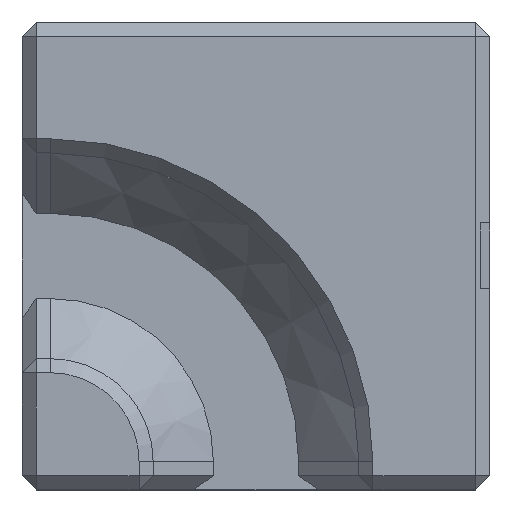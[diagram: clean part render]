
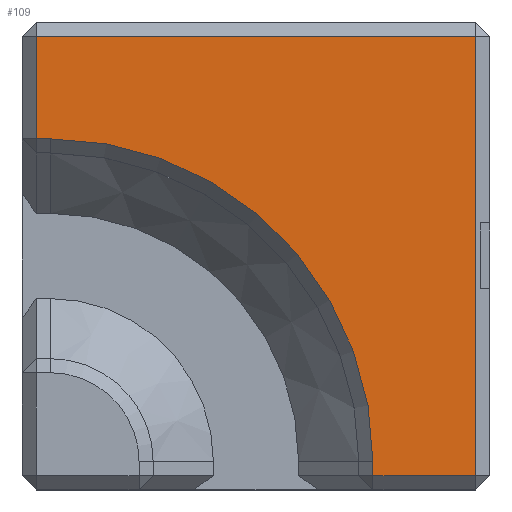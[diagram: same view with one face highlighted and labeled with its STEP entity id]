
A CAD part, top view. The second image highlights one B-rep face of the part: STEP entity #109.
In plain terms, the highlighted planar face has unit normal (0, 0, 1).
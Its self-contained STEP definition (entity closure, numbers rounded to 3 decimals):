
#12 = CARTESIAN_POINT ( 'NONE',  ( 3., 37.5, 25. ) ) ;
#13 = CARTESIAN_POINT ( 'NONE',  ( 1.5, 37.5, 25. ) ) ;
#45 = EDGE_CURVE ( 'NONE', #438, #1265, #168, .T. ) ;
#65 = CARTESIAN_POINT ( 'NONE',  ( 37.5, 0., 25. ) ) ;
#78 = DIRECTION ( 'NONE',  ( 0., -1., 0. ) ) ;
#97 = EDGE_CURVE ( 'NONE', #836, #541, #1039, .T. ) ;
#109 = ADVANCED_FACE ( 'NONE', ( #617 ), #1335, .F. ) ;
#151 = CARTESIAN_POINT ( 'NONE',  ( 37.5, 3., 25. ) ) ;
#168 = LINE ( 'NONE', #1148, #392 ) ;
#236 = EDGE_LOOP ( 'NONE', ( #1276, #1414, #1025, #503, #374, #1528, #1524 ) ) ;
#253 = VECTOR ( 'NONE', #1197, 1000. ) ;
#338 = LINE ( 'NONE', #1436, #977 ) ;
#348 = DIRECTION ( 'NONE',  ( 1., 0., 0. ) ) ;
#374 = ORIENTED_EDGE ( 'NONE', *, *, #45, .T. ) ;
#392 = VECTOR ( 'NONE', #409, 1000. ) ;
#409 = DIRECTION ( 'NONE',  ( 0., 1., 0. ) ) ;
#435 = VERTEX_POINT ( 'NONE', #13 ) ;
#438 = VERTEX_POINT ( 'NONE', #857 ) ;
#484 = CARTESIAN_POINT ( 'NONE',  ( 0., 48.5, 25. ) ) ;
#502 = AXIS2_PLACEMENT_3D ( 'NONE', #1196, #770, #1766 ) ;
#503 = ORIENTED_EDGE ( 'NONE', *, *, #1789, .T. ) ;
#521 = CARTESIAN_POINT ( 'NONE',  ( 1.5, 48.5, 25. ) ) ;
#541 = VERTEX_POINT ( 'NONE', #1179 ) ;
#568 = EDGE_CURVE ( 'NONE', #435, #799, #338, .T. ) ;
#597 = VECTOR ( 'NONE', #78, 1000. ) ;
#617 = FACE_OUTER_BOUND ( 'NONE', #236, .T. ) ;
#623 = DIRECTION ( 'NONE',  ( -1., 0., 0. ) ) ;
#689 = VERTEX_POINT ( 'NONE', #521 ) ;
#770 = DIRECTION ( 'NONE',  ( 0., 0., -1. ) ) ;
#799 = VERTEX_POINT ( 'NONE', #12 ) ;
#836 = VERTEX_POINT ( 'NONE', #151 ) ;
#850 = CARTESIAN_POINT ( 'NONE',  ( 48.5, 48.5, 25. ) ) ;
#857 = CARTESIAN_POINT ( 'NONE',  ( 48.5, 1.5, 25. ) ) ;
#957 = EDGE_CURVE ( 'NONE', #1265, #689, #1490, .T. ) ;
#977 = VECTOR ( 'NONE', #348, 1000. ) ;
#1011 = LINE ( 'NONE', #1401, #1620 ) ;
#1024 = DIRECTION ( 'NONE',  ( 1., 0., 0. ) ) ;
#1025 = ORIENTED_EDGE ( 'NONE', *, *, #97, .T. ) ;
#1039 = LINE ( 'NONE', #65, #597 ) ;
#1049 = DIRECTION ( 'NONE',  ( 0., 0., -1. ) ) ;
#1148 = CARTESIAN_POINT ( 'NONE',  ( 48.5, 0., 25. ) ) ;
#1152 = LINE ( 'NONE', #1723, #1478 ) ;
#1179 = CARTESIAN_POINT ( 'NONE',  ( 37.5, 1.5, 25. ) ) ;
#1196 = CARTESIAN_POINT ( 'NONE',  ( 3., 3., 25. ) ) ;
#1197 = DIRECTION ( 'NONE',  ( -1., 0., 0. ) ) ;
#1255 = DIRECTION ( 'NONE',  ( 0., -1., 0. ) ) ;
#1265 = VERTEX_POINT ( 'NONE', #850 ) ;
#1276 = ORIENTED_EDGE ( 'NONE', *, *, #568, .T. ) ;
#1292 = CIRCLE ( 'NONE', #502, 34.5 ) ;
#1308 = EDGE_CURVE ( 'NONE', #689, #435, #1011, .T. ) ;
#1316 = EDGE_CURVE ( 'NONE', #799, #836, #1292, .T. ) ;
#1323 = CARTESIAN_POINT ( 'NONE',  ( 0., 0., 25. ) ) ;
#1335 = PLANE ( 'NONE',  #1364 ) ;
#1364 = AXIS2_PLACEMENT_3D ( 'NONE', #1323, #1049, #623 ) ;
#1401 = CARTESIAN_POINT ( 'NONE',  ( 1.5, 0., 25. ) ) ;
#1414 = ORIENTED_EDGE ( 'NONE', *, *, #1316, .T. ) ;
#1436 = CARTESIAN_POINT ( 'NONE',  ( 3., 37.5, 25. ) ) ;
#1478 = VECTOR ( 'NONE', #1024, 1000. ) ;
#1490 = LINE ( 'NONE', #484, #253 ) ;
#1524 = ORIENTED_EDGE ( 'NONE', *, *, #1308, .T. ) ;
#1528 = ORIENTED_EDGE ( 'NONE', *, *, #957, .T. ) ;
#1620 = VECTOR ( 'NONE', #1255, 1000. ) ;
#1723 = CARTESIAN_POINT ( 'NONE',  ( 0., 1.5, 25. ) ) ;
#1766 = DIRECTION ( 'NONE',  ( -1., 0., 0. ) ) ;
#1789 = EDGE_CURVE ( 'NONE', #541, #438, #1152, .T. ) ;
